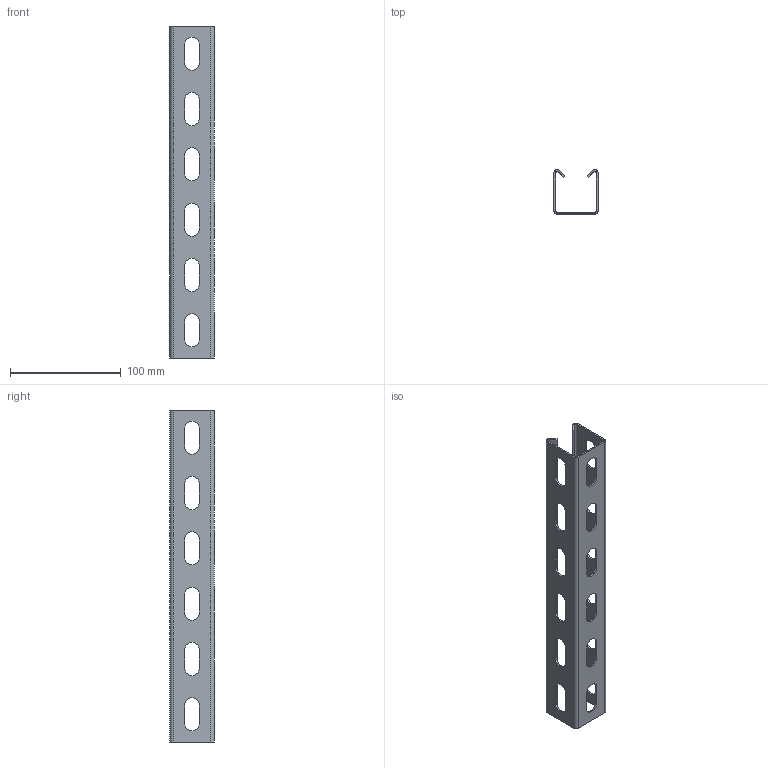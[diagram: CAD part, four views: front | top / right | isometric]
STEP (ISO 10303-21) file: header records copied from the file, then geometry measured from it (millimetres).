
FILE_DESCRIPTION(/* description */ (''),/* implementation_level */ '2;1');
FILE_NAME(/* name */ 'CWP CWOP40H40 03.stp',/* time_stamp */ '2020-11-18T11:23:43+01:00',/* author */ ('stanislaw.luczak'),/* organization */ (''),/* preprocessor_version */ 'ST-DEVELOPER v18.1',/* originating_system */ 'Autodesk Inventor 2021',/* authorisation */ '');
FILE_SCHEMA (('AUTOMOTIVE_DESIGN { 1 0 10303 214 3 1 1 }'));
Length unit declared in the file: millimetre
Products named in the file (1): CWP CWOP40H40 03
Bounding box: 40 x 40 x 300 mm (x, y, z)
Volume: 50510.9 mm3; surface area: 70669 mm2
Topology: 1 solids, 1 shells, 110 faces, 292 edges, 184 vertices
Faces by surface type: plane 66, cylinder 44
Entity records: 3501 total; most frequent: DIRECTION 602, CARTESIAN_POINT 587, ORIENTED_EDGE 584, EDGE_CURVE 292, LINE 204, VECTOR 204, AXIS2_PLACEMENT_3D 199, VERTEX_POINT 184
